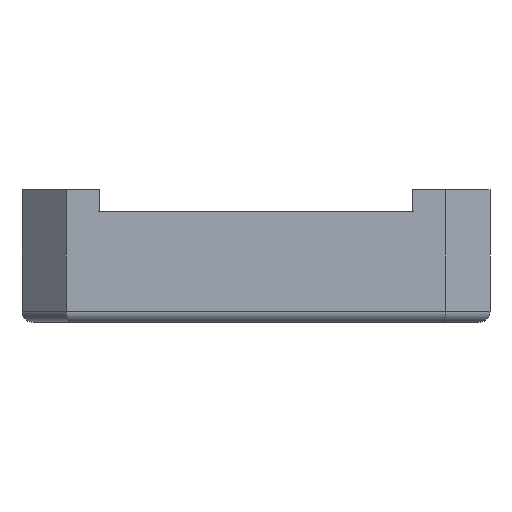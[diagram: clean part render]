
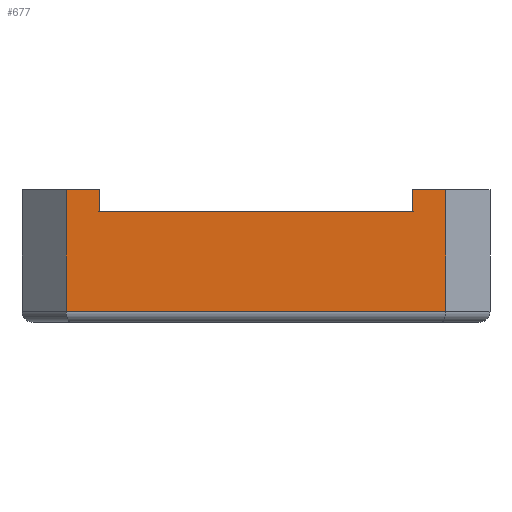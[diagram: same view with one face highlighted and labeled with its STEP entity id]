
A CAD part, left-side view. The second image highlights one B-rep face of the part: STEP entity #677.
In plain terms, the highlighted planar face has unit normal (-1, 0, 0).
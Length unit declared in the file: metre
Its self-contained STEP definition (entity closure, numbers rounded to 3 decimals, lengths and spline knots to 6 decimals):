
#11 = CARTESIAN_POINT ( 'NONE',  ( -0.02115, -0.01415, 0.01 ) ) ;
#26 = VERTEX_POINT ( 'NONE', #3030 ) ;
#36 = EDGE_LOOP ( 'NONE', ( #775, #2620, #2518, #499, #1082, #1601, #1937, #2726 ) ) ;
#37 = CARTESIAN_POINT ( 'NONE',  ( -0.02115, 0.01415, 0.01 ) ) ;
#60 = VECTOR ( 'NONE', #1813, 1. ) ;
#188 = LINE ( 'NONE', #1634, #1606 ) ;
#214 = DIRECTION ( 'NONE',  ( 1., 0., 0. ) ) ;
#217 = VERTEX_POINT ( 'NONE', #2190 ) ;
#230 = CARTESIAN_POINT ( 'NONE',  ( -0.02115, -0.01415, 0.01 ) ) ;
#333 = VERTEX_POINT ( 'NONE', #443 ) ;
#432 = CARTESIAN_POINT ( 'NONE',  ( -0.02115, 0.01415, 0.01 ) ) ;
#443 = CARTESIAN_POINT ( 'NONE',  ( -0.02115, 0.01415, 0.012 ) ) ;
#499 = ORIENTED_EDGE ( 'NONE', *, *, #1252, .F. ) ;
#516 = AXIS2_PLACEMENT_3D ( 'NONE', #524, #214, #1950 ) ;
#524 = CARTESIAN_POINT ( 'NONE',  ( -0.02115, -0.01715, 0.012 ) ) ;
#634 = EDGE_CURVE ( 'NONE', #1103, #26, #2197, .T. ) ;
#648 = VECTOR ( 'NONE', #3121, 1. ) ;
#663 = EDGE_CURVE ( 'NONE', #2710, #333, #1481, .T. ) ;
#677 = ADVANCED_FACE ( 'NONE', ( #1711 ), #2442, .F. ) ;
#775 = ORIENTED_EDGE ( 'NONE', *, *, #2056, .T. ) ;
#808 = VECTOR ( 'NONE', #3036, 1. ) ;
#810 = CARTESIAN_POINT ( 'NONE',  ( -0.02115, -0.01415, 0.01 ) ) ;
#945 = LINE ( 'NONE', #2622, #648 ) ;
#956 = EDGE_CURVE ( 'NONE', #2710, #1103, #2976, .T. ) ;
#1063 = VECTOR ( 'NONE', #2453, 1. ) ;
#1080 = CARTESIAN_POINT ( 'NONE',  ( -0.02115, -0.01715, 0.012 ) ) ;
#1082 = ORIENTED_EDGE ( 'NONE', *, *, #634, .F. ) ;
#1103 = VERTEX_POINT ( 'NONE', #11 ) ;
#1146 = CARTESIAN_POINT ( 'NONE',  ( -0.02115, -0.01715, 0.012 ) ) ;
#1159 = VECTOR ( 'NONE', #1935, 1. ) ;
#1195 = CARTESIAN_POINT ( 'NONE',  ( -0.02115, -0.01715, 0.001 ) ) ;
#1217 = VECTOR ( 'NONE', #2790, 1. ) ;
#1252 = EDGE_CURVE ( 'NONE', #26, #1694, #3090, .T. ) ;
#1481 = LINE ( 'NONE', #37, #2540 ) ;
#1489 = CARTESIAN_POINT ( 'NONE',  ( -0.02115, 0.01715, 0.012 ) ) ;
#1601 = ORIENTED_EDGE ( 'NONE', *, *, #956, .F. ) ;
#1606 = VECTOR ( 'NONE', #2374, 1. ) ;
#1634 = CARTESIAN_POINT ( 'NONE',  ( -0.02115, -0.01715, 0.012 ) ) ;
#1694 = VERTEX_POINT ( 'NONE', #1884 ) ;
#1711 = FACE_OUTER_BOUND ( 'NONE', #36, .T. ) ;
#1813 = DIRECTION ( 'NONE',  ( 0., -1., 0. ) ) ;
#1884 = CARTESIAN_POINT ( 'NONE',  ( -0.02115, -0.01715, 0.012 ) ) ;
#1935 = DIRECTION ( 'NONE',  ( 0., 0., 1. ) ) ;
#1937 = ORIENTED_EDGE ( 'NONE', *, *, #663, .T. ) ;
#1950 = DIRECTION ( 'NONE',  ( 0., 1., 0. ) ) ;
#2009 = VERTEX_POINT ( 'NONE', #1195 ) ;
#2016 = EDGE_CURVE ( 'NONE', #2521, #333, #188, .T. ) ;
#2056 = EDGE_CURVE ( 'NONE', #2521, #217, #2729, .T. ) ;
#2190 = CARTESIAN_POINT ( 'NONE',  ( -0.02115, 0.01715, 0.001 ) ) ;
#2197 = LINE ( 'NONE', #230, #1159 ) ;
#2244 = CARTESIAN_POINT ( 'NONE',  ( -0.02115, 0.01715, 0.012 ) ) ;
#2266 = LINE ( 'NONE', #1080, #1217 ) ;
#2295 = EDGE_CURVE ( 'NONE', #217, #2009, #945, .T. ) ;
#2374 = DIRECTION ( 'NONE',  ( 0., -1., 0. ) ) ;
#2385 = DIRECTION ( 'NONE',  ( 0., 0., 1. ) ) ;
#2442 = PLANE ( 'NONE',  #516 ) ;
#2453 = DIRECTION ( 'NONE',  ( 0., 0., -1. ) ) ;
#2518 = ORIENTED_EDGE ( 'NONE', *, *, #2841, .F. ) ;
#2521 = VERTEX_POINT ( 'NONE', #2244 ) ;
#2540 = VECTOR ( 'NONE', #2385, 1. ) ;
#2620 = ORIENTED_EDGE ( 'NONE', *, *, #2295, .T. ) ;
#2622 = CARTESIAN_POINT ( 'NONE',  ( -0.02115, -0.01715, 0.001 ) ) ;
#2710 = VERTEX_POINT ( 'NONE', #432 ) ;
#2726 = ORIENTED_EDGE ( 'NONE', *, *, #2016, .F. ) ;
#2729 = LINE ( 'NONE', #1489, #1063 ) ;
#2790 = DIRECTION ( 'NONE',  ( 0., 0., -1. ) ) ;
#2841 = EDGE_CURVE ( 'NONE', #1694, #2009, #2266, .T. ) ;
#2976 = LINE ( 'NONE', #810, #808 ) ;
#3030 = CARTESIAN_POINT ( 'NONE',  ( -0.02115, -0.01415, 0.012 ) ) ;
#3036 = DIRECTION ( 'NONE',  ( 0., -1., 0. ) ) ;
#3090 = LINE ( 'NONE', #1146, #60 ) ;
#3121 = DIRECTION ( 'NONE',  ( 0., -1., 0. ) ) ;
